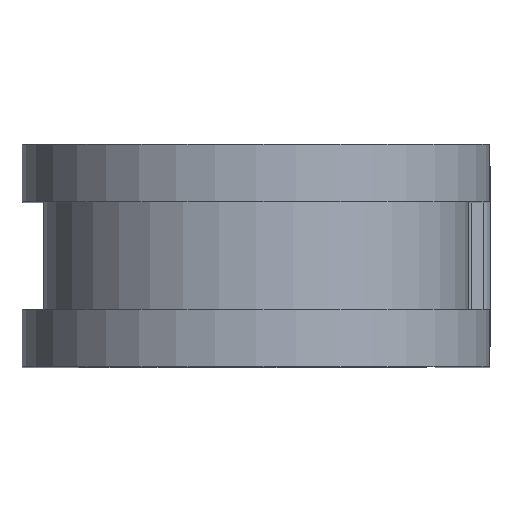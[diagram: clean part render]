
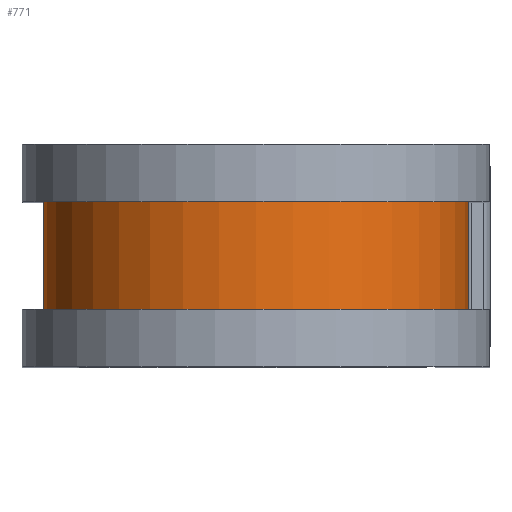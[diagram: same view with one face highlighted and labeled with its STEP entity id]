
A CAD part, top view. The second image highlights one B-rep face of the part: STEP entity #771.
In plain terms, the highlighted cylindrical face has radius 15.037 mm (diameter 30.074 mm), a partial arc.
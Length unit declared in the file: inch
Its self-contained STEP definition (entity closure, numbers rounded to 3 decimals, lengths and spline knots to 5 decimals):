
#101 = CARTESIAN_POINT ( 'NONE',  ( -0.592, -0.15, 1. ) ) ;
#136 = DIRECTION ( 'NONE',  ( 0., -1., 0. ) ) ;
#149 = ORIENTED_EDGE ( 'NONE', *, *, #1376, .F. ) ;
#154 = DIRECTION ( 'NONE',  ( 0., -1., 0. ) ) ;
#267 = FACE_OUTER_BOUND ( 'NONE', #1359, .T. ) ;
#336 = CIRCLE ( 'NONE', #1737, 0.592 ) ;
#442 = VERTEX_POINT ( 'NONE', #478 ) ;
#478 = CARTESIAN_POINT ( 'NONE',  ( -0.592, 0.15, 1. ) ) ;
#510 = CARTESIAN_POINT ( 'NONE',  ( -0.592, 0.25, 1. ) ) ;
#629 = VERTEX_POINT ( 'NONE', #101 ) ;
#771 = ADVANCED_FACE ( 'NONE', ( #267 ), #1892, .T. ) ;
#831 = DIRECTION ( 'NONE',  ( 0., -1., 0. ) ) ;
#850 = LINE ( 'NONE', #2078, #2002 ) ;
#872 = AXIS2_PLACEMENT_3D ( 'NONE', #2087, #1160, #996 ) ;
#900 = CARTESIAN_POINT ( 'NONE',  ( 0.592, 0.15, 1. ) ) ;
#902 = VERTEX_POINT ( 'NONE', #900 ) ;
#996 = DIRECTION ( 'NONE',  ( 0., 0., -1. ) ) ;
#1090 = ORIENTED_EDGE ( 'NONE', *, *, #1298, .T. ) ;
#1156 = CARTESIAN_POINT ( 'NONE',  ( 0., -0.15, 1. ) ) ;
#1160 = DIRECTION ( 'NONE',  ( 0., -1., 0. ) ) ;
#1279 = VECTOR ( 'NONE', #154, 39.37008 ) ;
#1298 = EDGE_CURVE ( 'NONE', #442, #629, #2099, .T. ) ;
#1308 = DIRECTION ( 'NONE',  ( 0., -1., 0. ) ) ;
#1313 = DIRECTION ( 'NONE',  ( 0., 0., -1. ) ) ;
#1359 = EDGE_LOOP ( 'NONE', ( #1414, #1440, #1090, #149 ) ) ;
#1365 = EDGE_CURVE ( 'NONE', #902, #1509, #850, .T. ) ;
#1366 = EDGE_CURVE ( 'NONE', #902, #442, #336, .T. ) ;
#1376 = EDGE_CURVE ( 'NONE', #1509, #629, #1598, .T. ) ;
#1377 = CARTESIAN_POINT ( 'NONE',  ( 0.592, -0.15, 1. ) ) ;
#1414 = ORIENTED_EDGE ( 'NONE', *, *, #1365, .F. ) ;
#1440 = ORIENTED_EDGE ( 'NONE', *, *, #1366, .T. ) ;
#1509 = VERTEX_POINT ( 'NONE', #1377 ) ;
#1598 = CIRCLE ( 'NONE', #2058, 0.592 ) ;
#1737 = AXIS2_PLACEMENT_3D ( 'NONE', #1776, #831, #1929 ) ;
#1776 = CARTESIAN_POINT ( 'NONE',  ( 0., 0.15, 1. ) ) ;
#1892 = CYLINDRICAL_SURFACE ( 'NONE', #872, 0.592 ) ;
#1929 = DIRECTION ( 'NONE',  ( 0., 0., -1. ) ) ;
#2002 = VECTOR ( 'NONE', #1308, 39.37008 ) ;
#2058 = AXIS2_PLACEMENT_3D ( 'NONE', #1156, #136, #1313 ) ;
#2078 = CARTESIAN_POINT ( 'NONE',  ( 0.592, 0.25, 1. ) ) ;
#2087 = CARTESIAN_POINT ( 'NONE',  ( 0., 0.25, 1. ) ) ;
#2099 = LINE ( 'NONE', #510, #1279 ) ;
